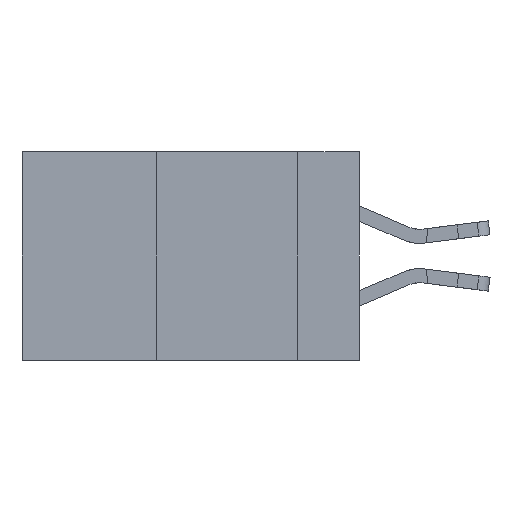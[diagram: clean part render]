
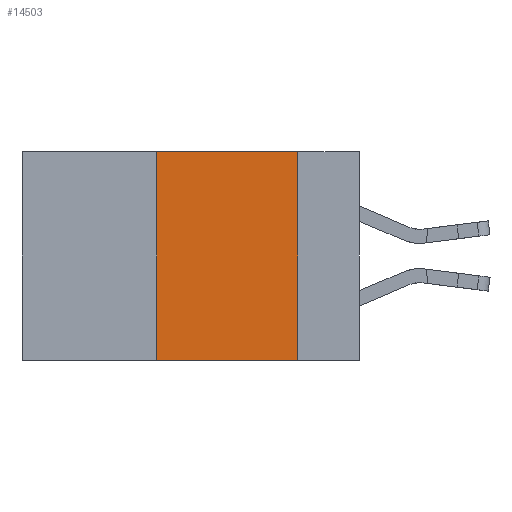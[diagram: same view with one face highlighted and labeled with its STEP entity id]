
A CAD part, left-side view. The second image highlights one B-rep face of the part: STEP entity #14503.
In plain terms, the highlighted planar face has unit normal (-1, 0, 0).
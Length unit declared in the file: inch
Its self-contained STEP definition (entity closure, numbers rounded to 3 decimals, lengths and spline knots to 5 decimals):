
#427 = LINE ( 'NONE', #4286, #14960 ) ;
#562 = ORIENTED_EDGE ( 'NONE', *, *, #8024, .F. ) ;
#2278 = DIRECTION ( 'NONE',  ( 1., 0., 0. ) ) ;
#3552 = AXIS2_PLACEMENT_3D ( 'NONE', #6716, #2278, #16609 ) ;
#3586 = DIRECTION ( 'NONE',  ( 0., 0., 1. ) ) ;
#4286 = CARTESIAN_POINT ( 'NONE',  ( 0., 0.6, -0.37 ) ) ;
#4336 = FACE_OUTER_BOUND ( 'NONE', #12386, .T. ) ;
#4783 = CARTESIAN_POINT ( 'NONE',  ( 0., 0.36, -0.37 ) ) ;
#5020 = EDGE_CURVE ( 'NONE', #8728, #15090, #12482, .T. ) ;
#5351 = VECTOR ( 'NONE', #5389, 39.37008 ) ;
#5389 = DIRECTION ( 'NONE',  ( 0., -1., 0. ) ) ;
#5946 = VERTEX_POINT ( 'NONE', #15607 ) ;
#6173 = CARTESIAN_POINT ( 'NONE',  ( 0., 0.36, 0. ) ) ;
#6713 = CARTESIAN_POINT ( 'NONE',  ( 0., 0.6, 0. ) ) ;
#6716 = CARTESIAN_POINT ( 'NONE',  ( 0., 0.6, 0. ) ) ;
#7834 = CARTESIAN_POINT ( 'NONE',  ( 0., 0.36, 0. ) ) ;
#7903 = LINE ( 'NONE', #12569, #16532 ) ;
#8004 = PLANE ( 'NONE',  #3552 ) ;
#8024 = EDGE_CURVE ( 'NONE', #15090, #5946, #7903, .T. ) ;
#8199 = DIRECTION ( 'NONE',  ( 0., 0., -1. ) ) ;
#8728 = VERTEX_POINT ( 'NONE', #6173 ) ;
#9324 = VERTEX_POINT ( 'NONE', #4783 ) ;
#10118 = EDGE_CURVE ( 'NONE', #9324, #8728, #15796, .T. ) ;
#10861 = CARTESIAN_POINT ( 'NONE',  ( 0., 0.11, 0. ) ) ;
#11254 = ORIENTED_EDGE ( 'NONE', *, *, #10118, .F. ) ;
#12386 = EDGE_LOOP ( 'NONE', ( #562, #15490, #11254, #13011 ) ) ;
#12482 = LINE ( 'NONE', #6713, #5351 ) ;
#12569 = CARTESIAN_POINT ( 'NONE',  ( 0., 0.11, 0. ) ) ;
#13011 = ORIENTED_EDGE ( 'NONE', *, *, #16065, .T. ) ;
#14503 = ADVANCED_FACE ( 'NONE', ( #4336 ), #8004, .F. ) ;
#14738 = DIRECTION ( 'NONE',  ( 0., -1., 0. ) ) ;
#14960 = VECTOR ( 'NONE', #14738, 39.37008 ) ;
#15090 = VERTEX_POINT ( 'NONE', #10861 ) ;
#15490 = ORIENTED_EDGE ( 'NONE', *, *, #5020, .F. ) ;
#15607 = CARTESIAN_POINT ( 'NONE',  ( 0., 0.11, -0.37 ) ) ;
#15796 = LINE ( 'NONE', #7834, #17346 ) ;
#16065 = EDGE_CURVE ( 'NONE', #9324, #5946, #427, .T. ) ;
#16532 = VECTOR ( 'NONE', #8199, 39.37008 ) ;
#16609 = DIRECTION ( 'NONE',  ( 0., 0., -1. ) ) ;
#17346 = VECTOR ( 'NONE', #3586, 39.37008 ) ;
